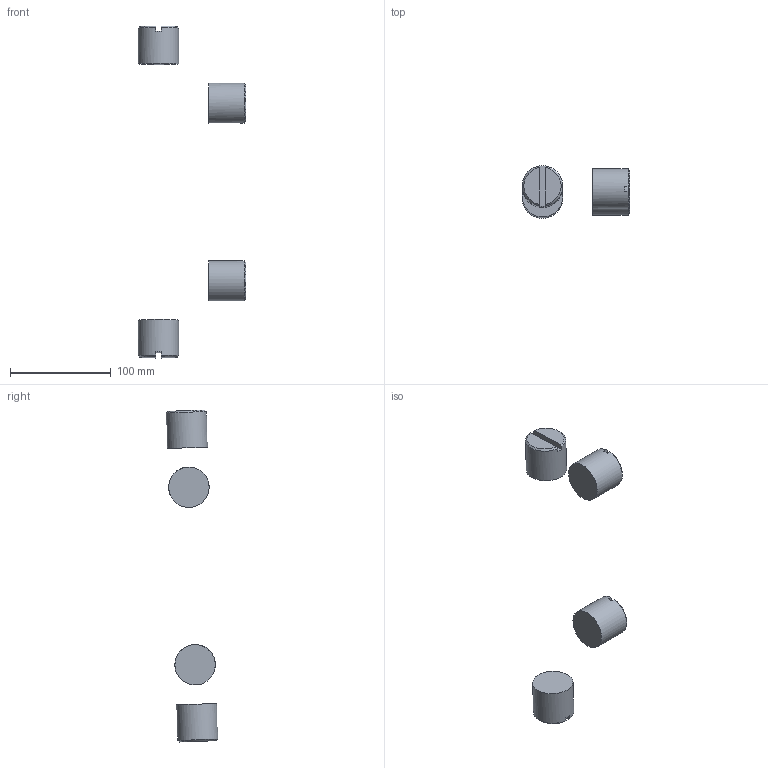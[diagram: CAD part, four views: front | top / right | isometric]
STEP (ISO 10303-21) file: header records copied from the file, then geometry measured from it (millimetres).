
FILE_DESCRIPTION( ( '' ), ' ' );
FILE_NAME( '5dafcd4ad358211688343eff.step', '2019-10-23T03:47:22', ( '' ), ( '' ), ' ', ' ', ' ' );
FILE_SCHEMA( ( 'AUTOMOTIVE_DESIGN { 1 0 10303 214 1 1 1 1 }' ) );
Length unit declared in the file: metre
Products named in the file (4): Part 26; Part 24; Part 30; Part 27
Bounding box: 106.37 x 51.08 x 328.74 mm (x, y, z)
Volume: 180444.6 mm3; surface area: 29508.3 mm2
Topology: 4 solids, 4 shells, 36 faces, 84 edges, 56 vertices
Faces by surface type: plane 24, cone 8, cylinder 4
Full cylindrical faces by diameter (mm): 40 x4
Entity records: 1330 total; most frequent: CARTESIAN_POINT 216, DIRECTION 168, ORIENTED_EDGE 152, EDGE_CURVE 76, AXIS2_PLACEMENT_3D 68, VERTEX_POINT 52, FACE_OUTER_BOUND 40, EDGE_LOOP 40
